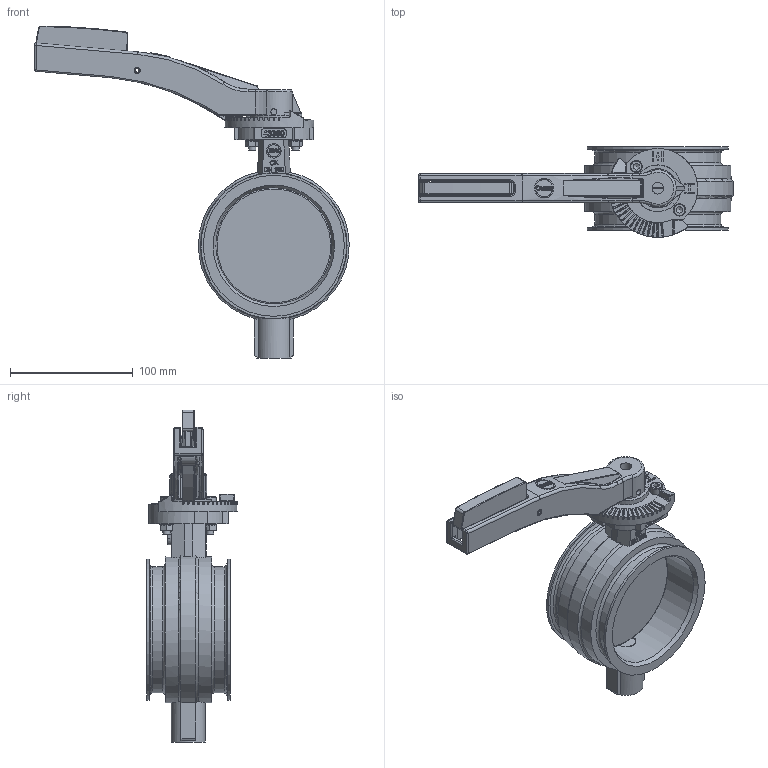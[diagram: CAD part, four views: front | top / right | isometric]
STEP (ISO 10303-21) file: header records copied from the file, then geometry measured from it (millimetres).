
FILE_DESCRIPTION((''),'2;1');
FILE_NAME('CK-M DN100 + Rastgriff.stp','2014-07-18T10:00:01',('foss'),(''),'Autodesk Inventor 2013','Autodesk Inventor 2013','');
FILE_SCHEMA(('AUTOMOTIVE_DESIGN { 1 0 10303 214 1 1 1 1 }'));
Length unit declared in the file: millimetre
Products named in the file (1): Bauteil6
Bounding box: 256.47 x 74 x 270.79 mm (x, y, z)
Volume: 409192.8 mm3; surface area: 155862.4 mm2
Topology: 1 solids, 6 shells, 1377 faces, 3563 edges, 2212 vertices
Faces by surface type: plane 552, cylinder 394, bspline 242, torus 136, cone 34, sphere 19
Full cylindrical faces by diameter (mm): 4 x2, 4.917 x1, 5 x2, 5.3 x1, 6 x4, 6.4 x2, 6.5 x2, 6.6 x4, 9.5 x1, 10 x2, 12.8 x4, 16 x6, 16.2 x6, 18 x1, 20 x1, 28 x1, 30 x1, 32 x1, 35.1 x1, 38 x1, 95 x1, 103 x2, 115 x2
Entity records: 56905 total; most frequent: CARTESIAN_POINT 23765, ORIENTED_EDGE 6760, DIRECTION 6267, EDGE_CURVE 3380, AXIS2_PLACEMENT_3D 2404, VERTEX_POINT 2175, EDGE_LOOP 1581, VECTOR 1459
